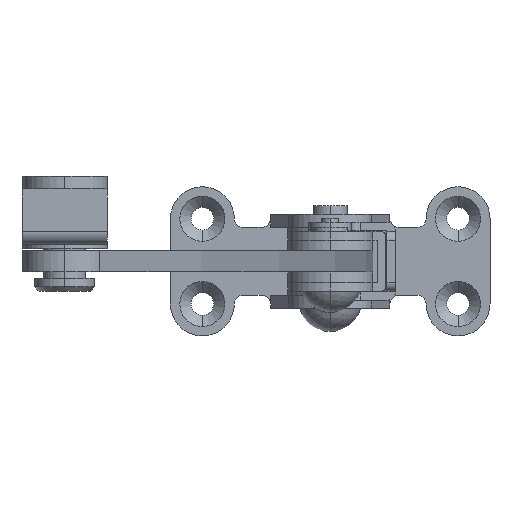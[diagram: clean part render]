
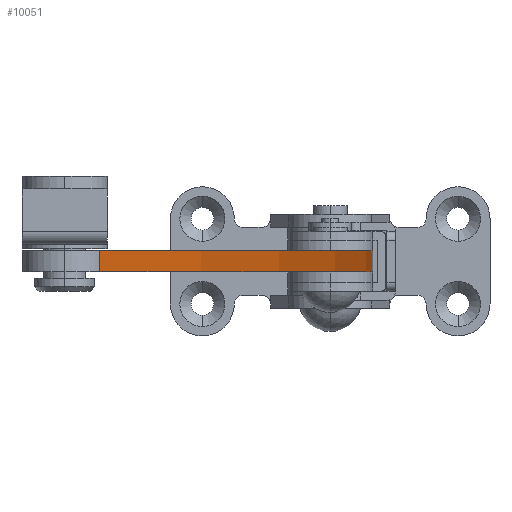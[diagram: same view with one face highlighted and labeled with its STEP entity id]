
A CAD part, left-side view. The second image highlights one B-rep face of the part: STEP entity #10051.
In plain terms, the highlighted cylindrical face has radius 331 mm (diameter 662 mm), a partial arc.
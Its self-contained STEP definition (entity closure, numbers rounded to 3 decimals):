
#157 = CARTESIAN_POINT ( 'NONE',  ( -188.635, -9.801, 2.5 ) ) ;
#394 = CARTESIAN_POINT ( 'NONE',  ( -395.933, 54.131, 2.5 ) ) ;
#450 = CIRCLE ( 'NONE', #5462, 331. ) ;
#557 = ORIENTED_EDGE ( 'NONE', *, *, #16702, .F. ) ;
#1388 = EDGE_LOOP ( 'NONE', ( #557, #2764, #8240, #12270 ) ) ;
#1603 = CARTESIAN_POINT ( 'NONE',  ( -200.121, 321., 2.5 ) ) ;
#1639 = DIRECTION ( 'NONE',  ( 0., 0., -1. ) ) ;
#1968 = VECTOR ( 'NONE', #11076, 1000. ) ;
#2637 = CYLINDRICAL_SURFACE ( 'NONE', #8751, 331. ) ;
#2764 = ORIENTED_EDGE ( 'NONE', *, *, #14236, .F. ) ;
#2933 = DIRECTION ( 'NONE',  ( 0., 0., -1. ) ) ;
#4231 = DIRECTION ( 'NONE',  ( 0., 0., -1. ) ) ;
#4440 = VECTOR ( 'NONE', #4231, 1000. ) ;
#5462 = AXIS2_PLACEMENT_3D ( 'NONE', #14377, #6374, #15702 ) ;
#6264 = VERTEX_POINT ( 'NONE', #16397 ) ;
#6374 = DIRECTION ( 'NONE',  ( 0., 0., -1. ) ) ;
#7883 = VERTEX_POINT ( 'NONE', #12819 ) ;
#8240 = ORIENTED_EDGE ( 'NONE', *, *, #13575, .T. ) ;
#8751 = AXIS2_PLACEMENT_3D ( 'NONE', #1603, #2933, #16270 ) ;
#9468 = CIRCLE ( 'NONE', #10576, 331. ) ;
#9644 = CARTESIAN_POINT ( 'NONE',  ( -200.121, 321., 2.5 ) ) ;
#10051 = ADVANCED_FACE ( 'NONE', ( #10199 ), #2637, .T. ) ;
#10199 = FACE_OUTER_BOUND ( 'NONE', #1388, .T. ) ;
#10576 = AXIS2_PLACEMENT_3D ( 'NONE', #9644, #1639, #11000 ) ;
#11000 = DIRECTION ( 'NONE',  ( -1., 0., 0. ) ) ;
#11076 = DIRECTION ( 'NONE',  ( 0., 0., -1. ) ) ;
#11354 = VERTEX_POINT ( 'NONE', #157 ) ;
#11705 = VERTEX_POINT ( 'NONE', #15435 ) ;
#12270 = ORIENTED_EDGE ( 'NONE', *, *, #12919, .T. ) ;
#12659 = LINE ( 'NONE', #394, #1968 ) ;
#12819 = CARTESIAN_POINT ( 'NONE',  ( -188.635, -9.801, -2.5 ) ) ;
#12919 = EDGE_CURVE ( 'NONE', #6264, #11705, #12659, .T. ) ;
#13575 = EDGE_CURVE ( 'NONE', #11354, #6264, #9468, .T. ) ;
#13612 = CARTESIAN_POINT ( 'NONE',  ( -188.635, -9.801, 2.5 ) ) ;
#14236 = EDGE_CURVE ( 'NONE', #11354, #7883, #15110, .T. ) ;
#14377 = CARTESIAN_POINT ( 'NONE',  ( -200.121, 321., -2.5 ) ) ;
#15110 = LINE ( 'NONE', #13612, #4440 ) ;
#15435 = CARTESIAN_POINT ( 'NONE',  ( -395.933, 54.131, -2.5 ) ) ;
#15702 = DIRECTION ( 'NONE',  ( -1., 0., 0. ) ) ;
#16270 = DIRECTION ( 'NONE',  ( -1., 0., 0. ) ) ;
#16397 = CARTESIAN_POINT ( 'NONE',  ( -395.933, 54.131, 2.5 ) ) ;
#16702 = EDGE_CURVE ( 'NONE', #7883, #11705, #450, .T. ) ;
